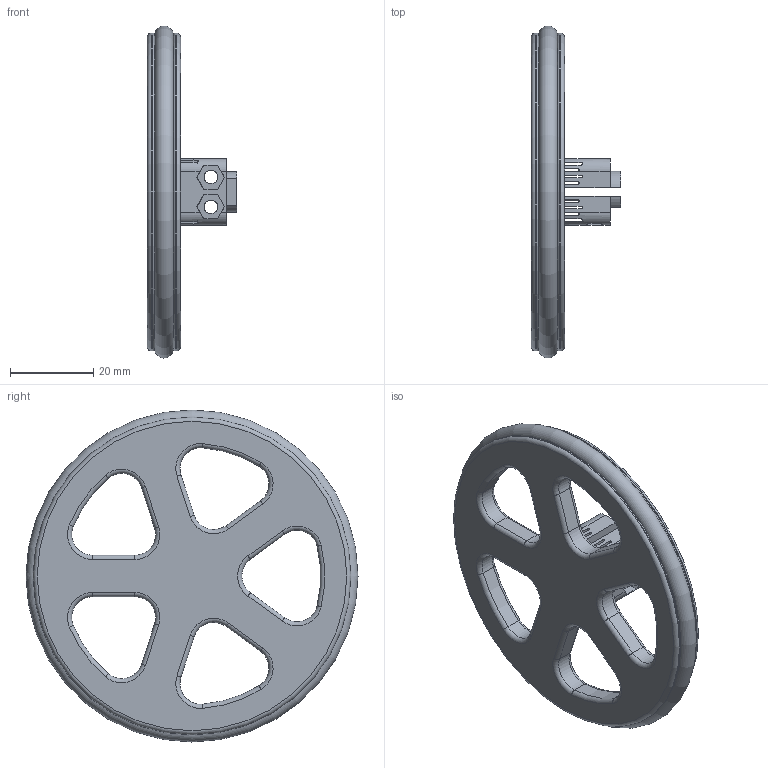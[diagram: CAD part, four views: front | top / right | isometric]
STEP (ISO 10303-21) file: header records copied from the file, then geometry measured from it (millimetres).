
FILE_DESCRIPTION(('STEP AP242'), '1');
FILE_NAME('3.1.3 扻錼勷', '', ('UNSPECIFIED'), ('UNSPECIFIED'), 'C3D Converter', 'C3D Toolkit', '');
FILE_SCHEMA(('AP242_MANAGED_MODEL_BASED_3D_ENGINEERING_MIM_LF { 1 0 10303 442 1 1 4 }'));
Length unit declared in the file: millimetre
Bounding box: 21.5 x 80 x 80 mm (x, y, z)
Volume: 22754.7 mm3; surface area: 16998.7 mm2
Topology: 2 solids, 99 shells, 797 faces, 1796 edges, 1170 vertices
Faces by surface type: plane 651, cylinder 84, torus 54, bspline 6, sphere 2
Full cylindrical faces by diameter (mm): 76.6 x2
Entity records: 23000 total; most frequent: CARTESIAN_POINT 5174, ORIENTED_EDGE 3566, DIRECTION 3554, EDGE_CURVE 1783, LINE 1460, VECTOR 1460, VERTEX_POINT 1169, AXIS2_PLACEMENT_3D 1047
